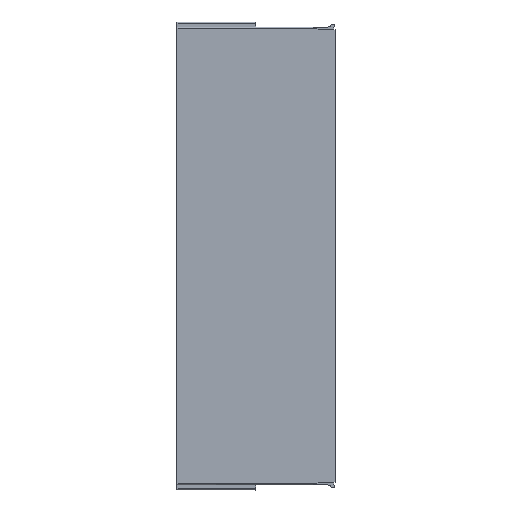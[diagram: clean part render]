
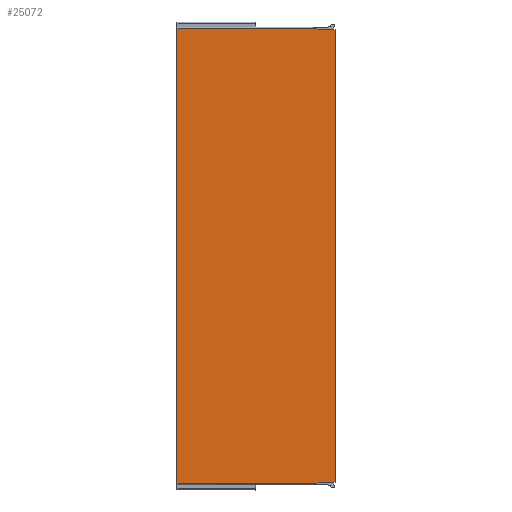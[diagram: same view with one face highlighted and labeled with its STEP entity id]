
A CAD part, top view. The second image highlights one B-rep face of the part: STEP entity #25072.
In plain terms, the highlighted planar face has unit normal (0, 0, 1).
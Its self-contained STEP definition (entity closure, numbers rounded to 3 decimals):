
#2079=DIRECTION('',(0.,1.,0.));
#2080=VECTOR('',#2079,83.82);
#2081=CARTESIAN_POINT('',(14.625,1.4,7.145));
#2082=LINE('',#2081,#2080);
#7396=CARTESIAN_POINT('',(-14.625,85.468,7.143));
#7404=CARTESIAN_POINT('',(-14.625,1.152,7.143));
#8134=DIRECTION('',(-0.907,0.421,-0.004));
#8135=VECTOR('',#8134,0.594);
#8136=CARTESIAN_POINT('',(11.525,85.22,7.145));
#8137=LINE('',#8136,#8135);
#8138=DIRECTION('',(-1.,0.,0.));
#8139=VECTOR('',#8138,3.1);
#8140=CARTESIAN_POINT('',(14.625,85.22,7.145));
#8141=LINE('',#8140,#8139);
#8142=DIRECTION('',(-1.,0.,0.));
#8143=VECTOR('',#8142,3.1);
#8144=CARTESIAN_POINT('',(14.625,1.4,7.145));
#8145=LINE('',#8144,#8143);
#8146=DIRECTION('',(-0.907,-0.421,-0.004));
#8147=VECTOR('',#8146,0.594);
#8148=CARTESIAN_POINT('',(11.525,1.4,7.145));
#8149=LINE('',#8148,#8147);
#8150=DIRECTION('',(1.,0.,0.));
#8151=VECTOR('',#8150,25.611);
#8152=CARTESIAN_POINT('',(-14.625,1.152,7.143));
#8153=LINE('',#8152,#8151);
#8154=DIRECTION('',(0.,1.,0.));
#8155=VECTOR('',#8154,84.316);
#8156=CARTESIAN_POINT('',(-14.625,1.152,7.143));
#8157=LINE('',#8156,#8155);
#8158=DIRECTION('',(-1.,0.,0.));
#8159=VECTOR('',#8158,25.611);
#8160=CARTESIAN_POINT('',(10.986,85.47,7.143));
#8161=LINE('',#8160,#8159);
#11187=CARTESIAN_POINT('',(14.625,1.4,7.145));
#11188=CARTESIAN_POINT('',(11.525,1.4,7.145));
#11189=VERTEX_POINT('',#11187);
#11190=VERTEX_POINT('',#11188);
#11225=VERTEX_POINT('',#7404);
#11234=CARTESIAN_POINT('',(10.986,1.15,7.143));
#11235=VERTEX_POINT('',#11234);
#11689=VERTEX_POINT('',#7396);
#11837=CARTESIAN_POINT('',(11.525,85.22,7.145));
#11839=VERTEX_POINT('',#11837);
#11899=CARTESIAN_POINT('',(10.986,85.47,7.143));
#11900=VERTEX_POINT('',#11899);
#11901=CARTESIAN_POINT('',(14.625,85.22,7.145));
#11902=VERTEX_POINT('',#11901);
#25054=CARTESIAN_POINT('',(-14.625,0.,7.145));
#25055=DIRECTION('',(0.,0.,1.));
#25056=DIRECTION('',(1.,0.,0.));
#25057=AXIS2_PLACEMENT_3D('',#25054,#25055,#25056);
#25058=PLANE('',#25057);
#25059=ORIENTED_EDGE('',*,*,#23988,.F.);
#25060=ORIENTED_EDGE('',*,*,#25049,.F.);
#25061=ORIENTED_EDGE('',*,*,#14476,.F.);
#25063=ORIENTED_EDGE('',*,*,#25062,.T.);
#25065=ORIENTED_EDGE('',*,*,#25064,.T.);
#25067=ORIENTED_EDGE('',*,*,#25066,.F.);
#25068=ORIENTED_EDGE('',*,*,#23937,.T.);
#25069=ORIENTED_EDGE('',*,*,#23971,.F.);
#25070=EDGE_LOOP('',(#25059,#25060,#25061,#25063,#25065,#25067,#25068,#25069));
#25071=FACE_OUTER_BOUND('',#25070,.F.);
#25072=ADVANCED_FACE('',(#25071),#25058,.T.);
#14476=EDGE_CURVE('',#11189,#11902,#2082,.T.);
#23937=EDGE_CURVE('',#11225,#11689,#8157,.T.);
#23971=EDGE_CURVE('',#11900,#11689,#8161,.T.);
#23988=EDGE_CURVE('',#11839,#11900,#8137,.T.);
#25049=EDGE_CURVE('',#11902,#11839,#8141,.T.);
#25062=EDGE_CURVE('',#11189,#11190,#8145,.T.);
#25064=EDGE_CURVE('',#11190,#11235,#8149,.T.);
#25066=EDGE_CURVE('',#11225,#11235,#8153,.T.);
